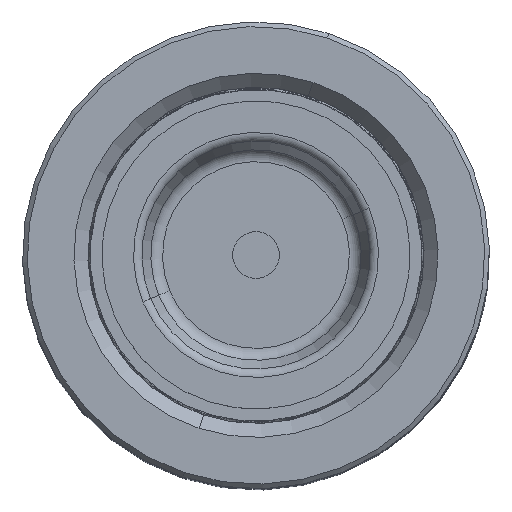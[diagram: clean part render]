
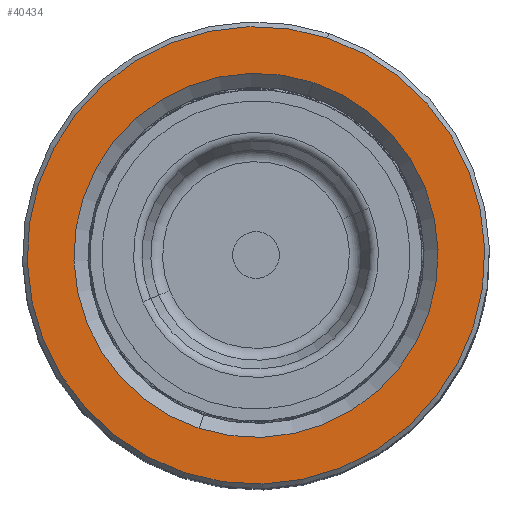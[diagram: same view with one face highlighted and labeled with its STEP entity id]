
A CAD part, top view. The second image highlights one B-rep face of the part: STEP entity #40434.
In plain terms, the highlighted planar face has unit normal (0, 0, 1).
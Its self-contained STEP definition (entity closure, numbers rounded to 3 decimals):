
#913 = VERTEX_POINT ( 'NONE', #47208 ) ;
#1395 = CARTESIAN_POINT ( 'NONE',  ( 0., 0., 80. ) ) ;
#1928 = CIRCLE ( 'NONE', #16536, 19.5 ) ;
#2936 = DIRECTION ( 'NONE',  ( 1., 0., 0. ) ) ;
#3567 = VERTEX_POINT ( 'NONE', #35910 ) ;
#3778 = VERTEX_POINT ( 'NONE', #28589 ) ;
#6957 = DIRECTION ( 'NONE',  ( 0., 0., -1. ) ) ;
#6985 = EDGE_LOOP ( 'NONE', ( #49117, #31065 ) ) ;
#7749 = AXIS2_PLACEMENT_3D ( 'NONE', #35999, #30217, #30416 ) ;
#8336 = CIRCLE ( 'NONE', #11673, 24.5 ) ;
#9103 = PLANE ( 'NONE',  #15685 ) ;
#9754 = DIRECTION ( 'NONE',  ( 0., 0., 1. ) ) ;
#9963 = DIRECTION ( 'NONE',  ( 1., 0., 0. ) ) ;
#11673 = AXIS2_PLACEMENT_3D ( 'NONE', #17330, #12798, #2936 ) ;
#12798 = DIRECTION ( 'NONE',  ( 0., 0., 1. ) ) ;
#15685 = AXIS2_PLACEMENT_3D ( 'NONE', #49439, #9754, #9963 ) ;
#16536 = AXIS2_PLACEMENT_3D ( 'NONE', #1395, #6957, #56118 ) ;
#17330 = CARTESIAN_POINT ( 'NONE',  ( 0., 0., 80. ) ) ;
#18026 = CARTESIAN_POINT ( 'NONE',  ( 0., 0., 80. ) ) ;
#18216 = CARTESIAN_POINT ( 'NONE',  ( -24.5, 0., 80. ) ) ;
#19090 = EDGE_CURVE ( 'NONE', #3567, #3778, #1928, .T. ) ;
#19249 = ORIENTED_EDGE ( 'NONE', *, *, #59650, .T. ) ;
#22370 = AXIS2_PLACEMENT_3D ( 'NONE', #18026, #31731, #42482 ) ;
#28589 = CARTESIAN_POINT ( 'NONE',  ( 19.5, 0., 80. ) ) ;
#30217 = DIRECTION ( 'NONE',  ( 0., 0., 1. ) ) ;
#30416 = DIRECTION ( 'NONE',  ( 1., 0., 0. ) ) ;
#31065 = ORIENTED_EDGE ( 'NONE', *, *, #19090, .T. ) ;
#31731 = DIRECTION ( 'NONE',  ( 0., 0., -1. ) ) ;
#33177 = VERTEX_POINT ( 'NONE', #18216 ) ;
#35910 = CARTESIAN_POINT ( 'NONE',  ( -19.5, 0., 80. ) ) ;
#35999 = CARTESIAN_POINT ( 'NONE',  ( 0., 0., 80. ) ) ;
#40421 = EDGE_LOOP ( 'NONE', ( #19249, #54912 ) ) ;
#40434 = ADVANCED_FACE ( 'NONE', ( #42500, #62460 ), #9103, .T. ) ;
#42482 = DIRECTION ( 'NONE',  ( 1., 0., 0. ) ) ;
#42500 = FACE_OUTER_BOUND ( 'NONE', #40421, .T. ) ;
#44175 = EDGE_CURVE ( 'NONE', #3778, #3567, #45432, .T. ) ;
#45432 = CIRCLE ( 'NONE', #22370, 19.5 ) ;
#47208 = CARTESIAN_POINT ( 'NONE',  ( 24.5, 0., 80. ) ) ;
#48045 = CIRCLE ( 'NONE', #7749, 24.5 ) ;
#49117 = ORIENTED_EDGE ( 'NONE', *, *, #44175, .T. ) ;
#49439 = CARTESIAN_POINT ( 'NONE',  ( 0., 0., 80. ) ) ;
#50882 = EDGE_CURVE ( 'NONE', #913, #33177, #8336, .T. ) ;
#54912 = ORIENTED_EDGE ( 'NONE', *, *, #50882, .T. ) ;
#56118 = DIRECTION ( 'NONE',  ( 1., 0., 0. ) ) ;
#59650 = EDGE_CURVE ( 'NONE', #33177, #913, #48045, .T. ) ;
#62460 = FACE_BOUND ( 'NONE', #6985, .T. ) ;
